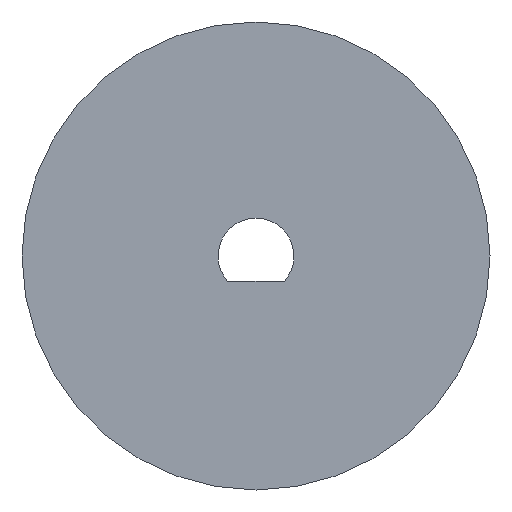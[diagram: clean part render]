
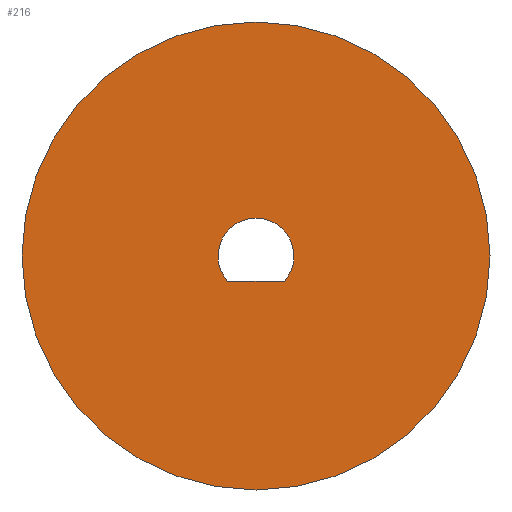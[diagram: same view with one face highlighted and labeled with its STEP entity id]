
A CAD part, front view. The second image highlights one B-rep face of the part: STEP entity #216.
In plain terms, the highlighted planar face has unit normal (0, -1, 0).
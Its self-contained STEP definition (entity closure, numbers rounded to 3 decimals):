
#2 = EDGE_CURVE ( 'NONE', #606, #369, #630, .T. ) ;
#21 = DIRECTION ( 'NONE',  ( 0., 0., 1. ) ) ;
#58 = DIRECTION ( 'NONE',  ( 0., 1., 0. ) ) ;
#107 = CARTESIAN_POINT ( 'NONE',  ( 0., -1.5, 9.25 ) ) ;
#116 = AXIS2_PLACEMENT_3D ( 'NONE', #558, #259, #464 ) ;
#156 = EDGE_LOOP ( 'NONE', ( #567, #510 ) ) ;
#178 = EDGE_LOOP ( 'NONE', ( #335, #355 ) ) ;
#183 = VECTOR ( 'NONE', #284, 1000. ) ;
#190 = DIRECTION ( 'NONE',  ( 0., 1., 0. ) ) ;
#203 = CARTESIAN_POINT ( 'NONE',  ( 1.118, -1.5, -1. ) ) ;
#216 = ADVANCED_FACE ( 'NONE', ( #660, #591 ), #491, .F. ) ;
#237 = EDGE_CURVE ( 'NONE', #476, #309, #653, .T. ) ;
#240 = CARTESIAN_POINT ( 'NONE',  ( 0., -1.5, 0. ) ) ;
#246 = AXIS2_PLACEMENT_3D ( 'NONE', #640, #364, #21 ) ;
#254 = AXIS2_PLACEMENT_3D ( 'NONE', #240, #190, #347 ) ;
#259 = DIRECTION ( 'NONE',  ( 0., 1., 0. ) ) ;
#284 = DIRECTION ( 'NONE',  ( 1., 0., 0. ) ) ;
#306 = CARTESIAN_POINT ( 'NONE',  ( 0., -1.5, 0. ) ) ;
#309 = VERTEX_POINT ( 'NONE', #203 ) ;
#335 = ORIENTED_EDGE ( 'NONE', *, *, #445, .F. ) ;
#347 = DIRECTION ( 'NONE',  ( 0., 0., 1. ) ) ;
#355 = ORIENTED_EDGE ( 'NONE', *, *, #2, .F. ) ;
#364 = DIRECTION ( 'NONE',  ( 0., 1., 0. ) ) ;
#369 = VERTEX_POINT ( 'NONE', #107 ) ;
#372 = EDGE_CURVE ( 'NONE', #476, #309, #608, .T. ) ;
#445 = EDGE_CURVE ( 'NONE', #369, #606, #451, .T. ) ;
#451 = CIRCLE ( 'NONE', #246, 9.25 ) ;
#464 = DIRECTION ( 'NONE',  ( 0., 0., 1. ) ) ;
#476 = VERTEX_POINT ( 'NONE', #535 ) ;
#491 = PLANE ( 'NONE',  #254 ) ;
#510 = ORIENTED_EDGE ( 'NONE', *, *, #237, .F. ) ;
#535 = CARTESIAN_POINT ( 'NONE',  ( -1.118, -1.5, -1. ) ) ;
#543 = CARTESIAN_POINT ( 'NONE',  ( 0., -1.5, -1. ) ) ;
#558 = CARTESIAN_POINT ( 'NONE',  ( 0., -1.5, 0. ) ) ;
#567 = ORIENTED_EDGE ( 'NONE', *, *, #372, .T. ) ;
#574 = DIRECTION ( 'NONE',  ( 0., 0., 1. ) ) ;
#591 = FACE_OUTER_BOUND ( 'NONE', #178, .T. ) ;
#593 = CARTESIAN_POINT ( 'NONE',  ( 0., -1.5, -9.25 ) ) ;
#606 = VERTEX_POINT ( 'NONE', #593 ) ;
#608 = CIRCLE ( 'NONE', #116, 1.5 ) ;
#618 = AXIS2_PLACEMENT_3D ( 'NONE', #306, #58, #574 ) ;
#630 = CIRCLE ( 'NONE', #618, 9.25 ) ;
#640 = CARTESIAN_POINT ( 'NONE',  ( 0., -1.5, 0. ) ) ;
#653 = LINE ( 'NONE', #543, #183 ) ;
#660 = FACE_BOUND ( 'NONE', #156, .T. ) ;
